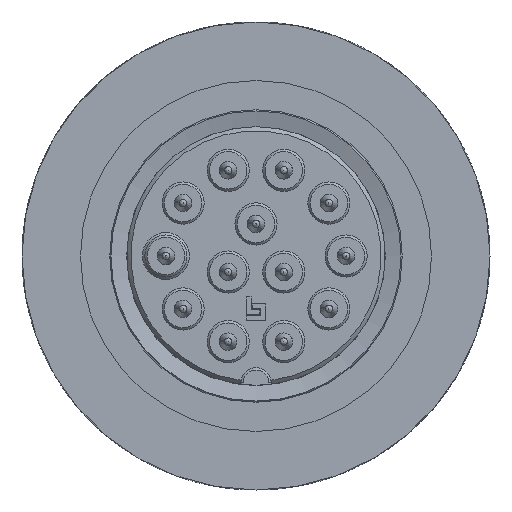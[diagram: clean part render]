
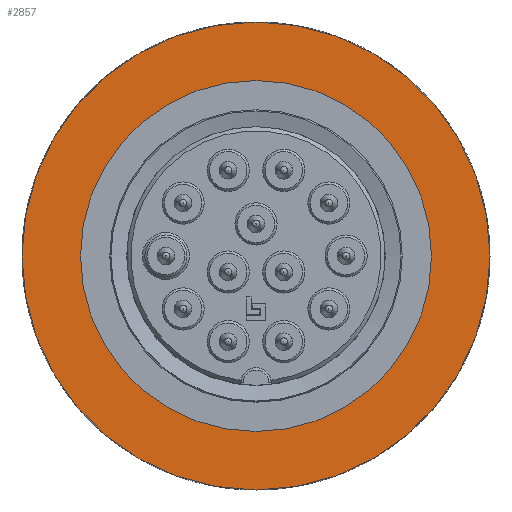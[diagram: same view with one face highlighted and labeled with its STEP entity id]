
A CAD part, left-side view. The second image highlights one B-rep face of the part: STEP entity #2857.
In plain terms, the highlighted planar face has unit normal (-1, 0, 0).
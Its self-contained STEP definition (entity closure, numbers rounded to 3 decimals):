
#161=PLANE('',#10102);
#2857=ADVANCED_FACE('',(#3499,#3500),#161,.F.);
#3499=FACE_BOUND('',#3742,.T.);
#3500=FACE_BOUND('',#3743,.T.);
#3742=EDGE_LOOP('',(#5382));
#3743=EDGE_LOOP('',(#5383));
#5382=ORIENTED_EDGE('',*,*,#8022,.T.);
#5383=ORIENTED_EDGE('',*,*,#8793,.T.);
#7049=VERTEX_POINT('',#13889);
#7692=VERTEX_POINT('',#16074);
#8022=EDGE_CURVE('',#7049,#7049,#9341,.T.);
#8793=EDGE_CURVE('',#7692,#7692,#9600,.T.);
#9341=CIRCLE('',#9837,20.);
#9600=CIRCLE('',#10099,15.);
#9837=AXIS2_PLACEMENT_3D('',#13888,#11011,#11012);
#10099=AXIS2_PLACEMENT_3D('',#16073,#11791,#11792);
#10102=AXIS2_PLACEMENT_3D('',#16078,#11797,#11798);
#11011=DIRECTION('',(-1.,0.,0.));
#11012=DIRECTION('',(0.,0.,-1.));
#11791=DIRECTION('',(1.,0.,0.));
#11792=DIRECTION('',(0.,0.,-1.));
#11797=DIRECTION('',(1.,0.,0.));
#11798=DIRECTION('',(0.,0.,-1.));
#13888=CARTESIAN_POINT('',(11.5,0.,0.));
#13889=CARTESIAN_POINT('',(11.5,0.,-20.));
#16073=CARTESIAN_POINT('',(11.5,0.,0.));
#16074=CARTESIAN_POINT('',(11.5,0.,-15.));
#16078=CARTESIAN_POINT('',(11.5,0.,0.));
